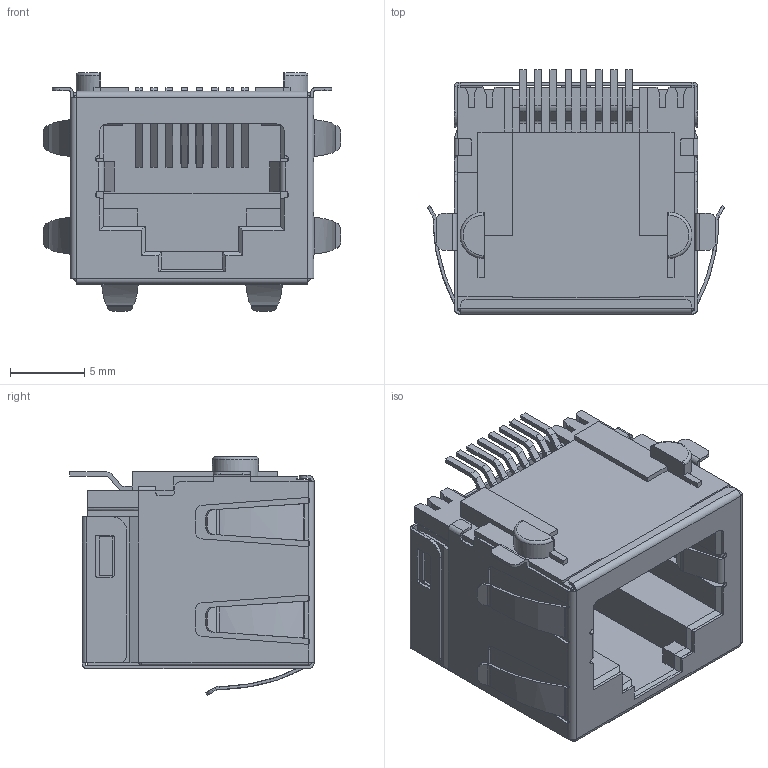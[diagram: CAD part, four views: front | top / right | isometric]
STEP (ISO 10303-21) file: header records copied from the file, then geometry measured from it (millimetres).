
FILE_DESCRIPTION((''),'2;1');
FILE_NAME('56SMT_ASM_1_ASM','2024-04-25T10:53:11',('Administrator'),(''),'CREO PARAMETRIC BY PTC INC, 2019010','CREO PARAMETRIC BY PTC INC, 2019010','');
FILE_SCHEMA(('CONFIG_CONTROL_DESIGN'));
Length unit declared in the file: millimetre
Products named in the file (3): DGKYD561188DB1A6SB1133_1; PRT0001_1; 56SMT_ASM_1_ASM
Assembly tree (2 placements, depth 2):
  56SMT_ASM_1_ASM
    DGKYD561188DB1A6SB1133_1
    PRT0001_1
Bounding box: 20.01 x 16.45 x 16.05 mm (x, y, z)
Volume: 1504.5 mm3; surface area: 4503.2 mm2
Topology: 2 solids, 2 shells, 988 faces, 2831 edges, 1800 vertices
Faces by surface type: plane 689, cylinder 250, bspline 43, sphere 4, torus 2
Entity records: 36185 total; most frequent: CARTESIAN_POINT 10254, ORIENTED_EDGE 5654, DIRECTION 5084, EDGE_CURVE 2827, VECTOR 2262, LINE 2262, VERTEX_POINT 1800, AXIS2_PLACEMENT_3D 1411
